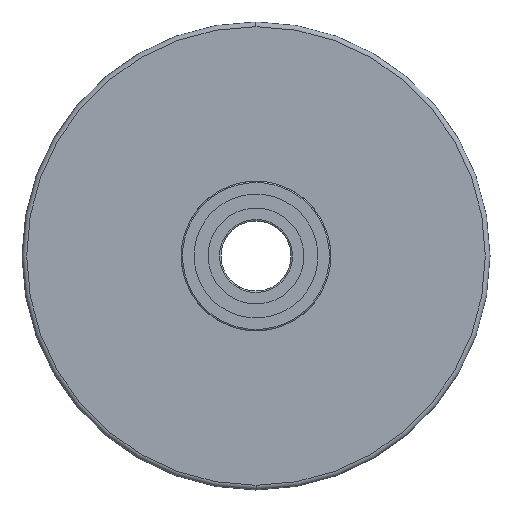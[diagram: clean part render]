
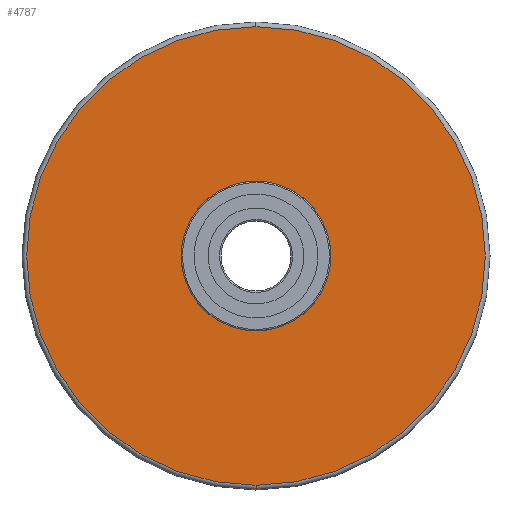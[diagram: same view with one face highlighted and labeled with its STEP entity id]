
A CAD part, left-side view. The second image highlights one B-rep face of the part: STEP entity #4787.
In plain terms, the highlighted planar face has unit normal (-1, 0, 0).
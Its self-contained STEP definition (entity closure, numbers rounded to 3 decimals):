
#278 = CARTESIAN_POINT ( 'NONE',  ( -25., 0., 0. ) ) ;
#475 = CIRCLE ( 'NONE', #3699, 16. ) ;
#480 = VERTEX_POINT ( 'NONE', #2232 ) ;
#678 = ORIENTED_EDGE ( 'NONE', *, *, #4123, .T. ) ;
#772 = EDGE_CURVE ( 'NONE', #480, #4878, #2584, .T. ) ;
#815 = AXIS2_PLACEMENT_3D ( 'NONE', #4897, #1956, #3614 ) ;
#852 = CARTESIAN_POINT ( 'NONE',  ( -25., 0., 0. ) ) ;
#1018 = EDGE_CURVE ( 'NONE', #4988, #4918, #475, .T. ) ;
#1058 = DIRECTION ( 'NONE',  ( 1., 0., 0. ) ) ;
#1279 = EDGE_LOOP ( 'NONE', ( #1587, #2686 ) ) ;
#1293 = DIRECTION ( 'NONE',  ( 0., 0., -1. ) ) ;
#1372 = CARTESIAN_POINT ( 'NONE',  ( -25., 0., 0. ) ) ;
#1490 = CARTESIAN_POINT ( 'NONE',  ( -25., 0., -49. ) ) ;
#1553 = CIRCLE ( 'NONE', #2221, 16. ) ;
#1573 = PLANE ( 'NONE',  #2631 ) ;
#1587 = ORIENTED_EDGE ( 'NONE', *, *, #3423, .T. ) ;
#1873 = DIRECTION ( 'NONE',  ( 0., 0., -1. ) ) ;
#1956 = DIRECTION ( 'NONE',  ( -1., 0., 0. ) ) ;
#1983 = FACE_OUTER_BOUND ( 'NONE', #4665, .T. ) ;
#2003 = DIRECTION ( 'NONE',  ( 1., 0., 0. ) ) ;
#2070 = CIRCLE ( 'NONE', #4610, 49. ) ;
#2221 = AXIS2_PLACEMENT_3D ( 'NONE', #852, #2468, #2933 ) ;
#2232 = CARTESIAN_POINT ( 'NONE',  ( -25., 0., 49. ) ) ;
#2468 = DIRECTION ( 'NONE',  ( 1., 0., 0. ) ) ;
#2584 = CIRCLE ( 'NONE', #815, 49. ) ;
#2631 = AXIS2_PLACEMENT_3D ( 'NONE', #3187, #2003, #2787 ) ;
#2686 = ORIENTED_EDGE ( 'NONE', *, *, #1018, .T. ) ;
#2787 = DIRECTION ( 'NONE',  ( 0., 0., -1. ) ) ;
#2933 = DIRECTION ( 'NONE',  ( 0., 0., -1. ) ) ;
#3187 = CARTESIAN_POINT ( 'NONE',  ( -25., 0., 0. ) ) ;
#3233 = CARTESIAN_POINT ( 'NONE',  ( -25., 0., -16. ) ) ;
#3342 = ORIENTED_EDGE ( 'NONE', *, *, #772, .T. ) ;
#3423 = EDGE_CURVE ( 'NONE', #4918, #4988, #1553, .T. ) ;
#3614 = DIRECTION ( 'NONE',  ( 0., 0., -1. ) ) ;
#3699 = AXIS2_PLACEMENT_3D ( 'NONE', #278, #1058, #1873 ) ;
#4022 = FACE_BOUND ( 'NONE', #1279, .T. ) ;
#4123 = EDGE_CURVE ( 'NONE', #4878, #480, #2070, .T. ) ;
#4542 = DIRECTION ( 'NONE',  ( -1., 0., 0. ) ) ;
#4610 = AXIS2_PLACEMENT_3D ( 'NONE', #1372, #4542, #1293 ) ;
#4665 = EDGE_LOOP ( 'NONE', ( #678, #3342 ) ) ;
#4754 = CARTESIAN_POINT ( 'NONE',  ( -25., 0., 16. ) ) ;
#4787 = ADVANCED_FACE ( 'NONE', ( #4022, #1983 ), #1573, .F. ) ;
#4878 = VERTEX_POINT ( 'NONE', #1490 ) ;
#4897 = CARTESIAN_POINT ( 'NONE',  ( -25., 0., 0. ) ) ;
#4918 = VERTEX_POINT ( 'NONE', #3233 ) ;
#4988 = VERTEX_POINT ( 'NONE', #4754 ) ;
